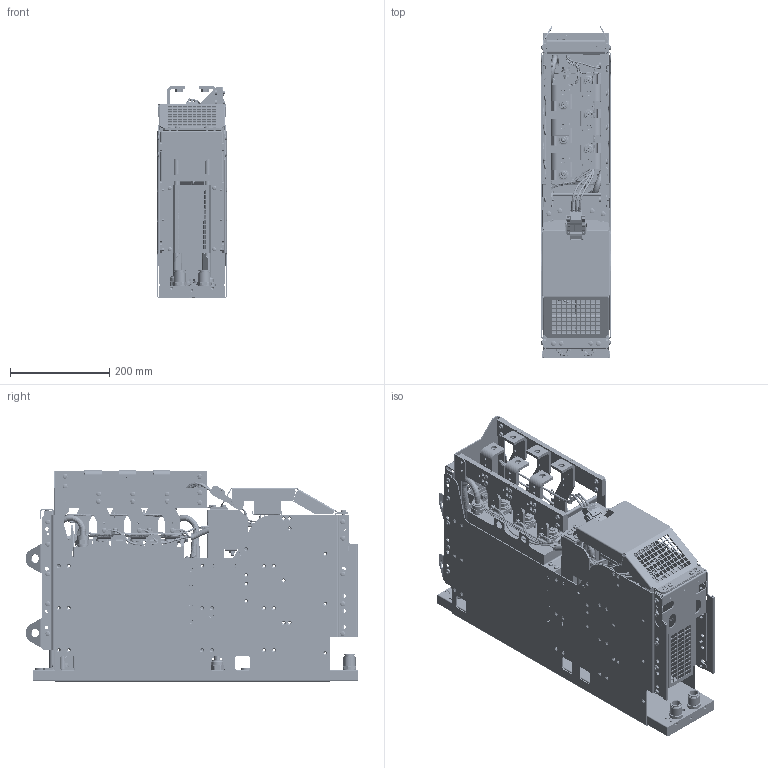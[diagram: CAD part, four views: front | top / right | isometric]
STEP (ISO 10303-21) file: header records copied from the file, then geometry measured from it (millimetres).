
FILE_DESCRIPTION(/* description */ (''),/* implementation_level */ '2;1');
FILE_NAME(/* name */ 'MCAD-OF7U1-M-LC-416A-A1-E00-A.stp',/* time_stamp */ '2022-10-14T15:21:24+03:00',/* author */ (''),/* organization */ (''),/* preprocessor_version */ 'ST-DEVELOPER v16.7',/* originating_system */ 'SIEMENS PLM Software NX 1892',/* authorisation */ '');
FILE_SCHEMA (('AP203_CONFIGURATION_CONTROLLED_3D_DESIGN_OF_MECHANICAL_PARTS_AND_ASSEMBLIES_MIM_LF { 1 0 10303 403 2 1 2}'));
Bounding box: 140 x 669.31 x 428.01 mm (x, y, z)
Volume: 12106774.2 mm3; surface area: 2660306.2 mm2
Topology: 533 solids, 544 shells, 19898 faces, 50700 edges, 33718 vertices
Faces by surface type: plane 15020, cylinder 3524, cone 574, bspline 414, extrusion 238, torus 124, sphere 4
Full cylindrical faces by diameter (mm): 1 x15, 2.5 x17, 2.8 x2, 2.9 x456, 3 x3, 3.131 x3, 3.141 x3, 3.242 x9, 3.3 x10, 3.6 x1, 3.7 x28, 4 x33, 4.1 x17, 4.2 x15, 4.3 x3, 4.5 x33, 4.6 x24, 4.8 x2, 5 x96, 5.2 x8, 5.25 x6, 5.3 x15, 5.38 x3, 5.4 x7, 5.5 x19, 6 x20, 6.1 x4, 6.38 x6, 6.4 x3, 6.5 x13
Entity records: 374585 total; most frequent: CRTPNT 121977, ORNEDG 47094, DRCTN 43978, EDGCRV 23547, VECTOR 17854, LINE 17616, VRTPNT 16055, A2PL3D 13062
